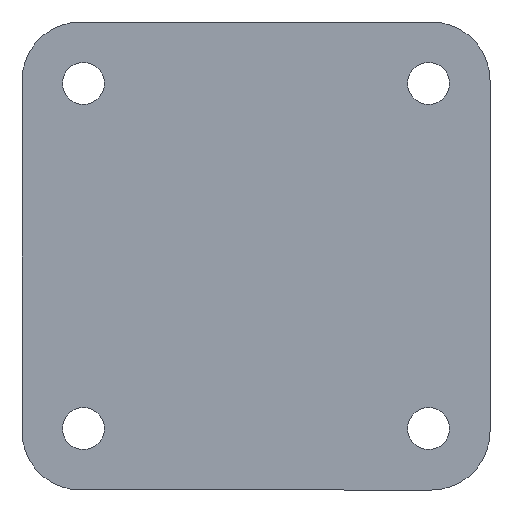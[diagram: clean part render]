
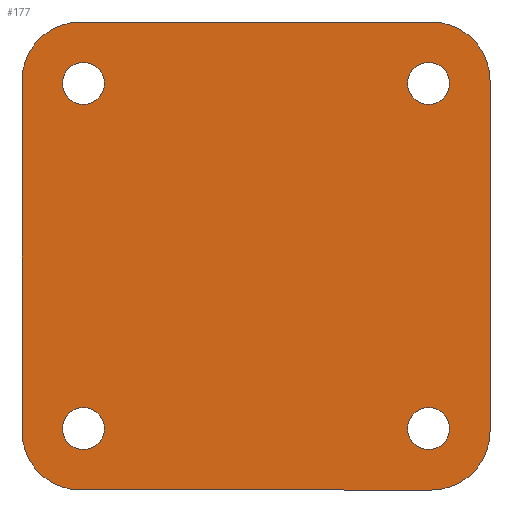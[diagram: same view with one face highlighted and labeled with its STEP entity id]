
A CAD part, front view. The second image highlights one B-rep face of the part: STEP entity #177.
In plain terms, the highlighted planar face has unit normal (0, -1, 0).
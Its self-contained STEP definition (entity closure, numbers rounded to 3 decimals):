
#9 = VERTEX_POINT ( 'NONE', #531 ) ;
#10 = CARTESIAN_POINT ( 'NONE',  ( -15., 0., 15. ) ) ;
#17 = AXIS2_PLACEMENT_3D ( 'NONE', #504, #309, #313 ) ;
#23 = DIRECTION ( 'NONE',  ( 0., 0., -1. ) ) ;
#25 = DIRECTION ( 'NONE',  ( 0., 0., -1. ) ) ;
#37 = CIRCLE ( 'NONE', #226, 1.8 ) ;
#38 = VERTEX_POINT ( 'NONE', #480 ) ;
#39 = VECTOR ( 'NONE', #252, 1000. ) ;
#40 = CARTESIAN_POINT ( 'NONE',  ( -14.75, 0., 14.75 ) ) ;
#46 = EDGE_CURVE ( 'NONE', #483, #369, #537, .T. ) ;
#47 = ORIENTED_EDGE ( 'NONE', *, *, #479, .T. ) ;
#48 = CIRCLE ( 'NONE', #204, 5. ) ;
#52 = CARTESIAN_POINT ( 'NONE',  ( 20., 0., 15. ) ) ;
#54 = EDGE_LOOP ( 'NONE', ( #180, #511 ) ) ;
#57 = EDGE_CURVE ( 'NONE', #38, #262, #245, .T. ) ;
#59 = FACE_BOUND ( 'NONE', #365, .T. ) ;
#69 = AXIS2_PLACEMENT_3D ( 'NONE', #144, #341, #441 ) ;
#72 = AXIS2_PLACEMENT_3D ( 'NONE', #512, #509, #25 ) ;
#74 = FACE_BOUND ( 'NONE', #54, .T. ) ;
#85 = CARTESIAN_POINT ( 'NONE',  ( 14.75, 0., 16.55 ) ) ;
#86 = EDGE_CURVE ( 'NONE', #92, #483, #300, .T. ) ;
#92 = VERTEX_POINT ( 'NONE', #456 ) ;
#93 = AXIS2_PLACEMENT_3D ( 'NONE', #250, #549, #160 ) ;
#101 = AXIS2_PLACEMENT_3D ( 'NONE', #10, #354, #153 ) ;
#105 = CARTESIAN_POINT ( 'NONE',  ( -14.75, 0., -16.55 ) ) ;
#108 = ORIENTED_EDGE ( 'NONE', *, *, #57, .F. ) ;
#113 = CARTESIAN_POINT ( 'NONE',  ( 15., 0., 20. ) ) ;
#116 = VERTEX_POINT ( 'NONE', #344 ) ;
#117 = CARTESIAN_POINT ( 'NONE',  ( 20., 0., -15. ) ) ;
#122 = VECTOR ( 'NONE', #452, 1000. ) ;
#137 = EDGE_LOOP ( 'NONE', ( #155, #462 ) ) ;
#142 = EDGE_CURVE ( 'NONE', #219, #334, #152, .T. ) ;
#144 = CARTESIAN_POINT ( 'NONE',  ( 15., 0., 15. ) ) ;
#149 = VECTOR ( 'NONE', #202, 1000. ) ;
#150 = EDGE_CURVE ( 'NONE', #38, #271, #497, .T. ) ;
#152 = CIRCLE ( 'NONE', #93, 1.8 ) ;
#153 = DIRECTION ( 'NONE',  ( 0., 0., 1. ) ) ;
#155 = ORIENTED_EDGE ( 'NONE', *, *, #453, .F. ) ;
#160 = DIRECTION ( 'NONE',  ( 0., 0., 1. ) ) ;
#161 = ORIENTED_EDGE ( 'NONE', *, *, #150, .T. ) ;
#162 = EDGE_CURVE ( 'NONE', #524, #116, #205, .T. ) ;
#169 = VERTEX_POINT ( 'NONE', #105 ) ;
#174 = AXIS2_PLACEMENT_3D ( 'NONE', #513, #317, #400 ) ;
#177 = ADVANCED_FACE ( 'NONE', ( #352, #545, #59, #608, #74 ), #555, .F. ) ;
#180 = ORIENTED_EDGE ( 'NONE', *, *, #523, .T. ) ;
#182 = CARTESIAN_POINT ( 'NONE',  ( 14.75, 0., -16.55 ) ) ;
#194 = ORIENTED_EDGE ( 'NONE', *, *, #326, .T. ) ;
#195 = CIRCLE ( 'NONE', #606, 1.8 ) ;
#202 = DIRECTION ( 'NONE',  ( 1., 0., 0. ) ) ;
#203 = DIRECTION ( 'NONE',  ( 0., 0., 1. ) ) ;
#204 = AXIS2_PLACEMENT_3D ( 'NONE', #605, #614, #361 ) ;
#205 = CIRCLE ( 'NONE', #447, 1.8 ) ;
#215 = ORIENTED_EDGE ( 'NONE', *, *, #610, .T. ) ;
#219 = VERTEX_POINT ( 'NONE', #85 ) ;
#226 = AXIS2_PLACEMENT_3D ( 'NONE', #482, #490, #203 ) ;
#231 = DIRECTION ( 'NONE',  ( 0., 0., 1. ) ) ;
#233 = DIRECTION ( 'NONE',  ( 0., 0., 1. ) ) ;
#242 = EDGE_CURVE ( 'NONE', #169, #464, #375, .T. ) ;
#245 = CIRCLE ( 'NONE', #595, 5. ) ;
#246 = CARTESIAN_POINT ( 'NONE',  ( 14.75, 0., -14.75 ) ) ;
#250 = CARTESIAN_POINT ( 'NONE',  ( 14.75, 0., 14.75 ) ) ;
#252 = DIRECTION ( 'NONE',  ( 0., 0., 1. ) ) ;
#261 = CARTESIAN_POINT ( 'NONE',  ( 0., 0., -20. ) ) ;
#262 = VERTEX_POINT ( 'NONE', #273 ) ;
#264 = CARTESIAN_POINT ( 'NONE',  ( -14.75, 0., -12.95 ) ) ;
#265 = CARTESIAN_POINT ( 'NONE',  ( 0., 0., 20. ) ) ;
#267 = ORIENTED_EDGE ( 'NONE', *, *, #86, .F. ) ;
#271 = VERTEX_POINT ( 'NONE', #552 ) ;
#273 = CARTESIAN_POINT ( 'NONE',  ( -20., 0., -15. ) ) ;
#293 = ORIENTED_EDGE ( 'NONE', *, *, #46, .F. ) ;
#295 = DIRECTION ( 'NONE',  ( 0., 0., -1. ) ) ;
#297 = CARTESIAN_POINT ( 'NONE',  ( 14.75, 0., 12.95 ) ) ;
#298 = AXIS2_PLACEMENT_3D ( 'NONE', #246, #301, #295 ) ;
#300 = LINE ( 'NONE', #265, #149 ) ;
#301 = DIRECTION ( 'NONE',  ( 0., 1., 0. ) ) ;
#305 = LINE ( 'NONE', #351, #39 ) ;
#309 = DIRECTION ( 'NONE',  ( 0., -1., 0. ) ) ;
#312 = ORIENTED_EDGE ( 'NONE', *, *, #342, .T. ) ;
#313 = DIRECTION ( 'NONE',  ( 0., 0., 1. ) ) ;
#315 = EDGE_CURVE ( 'NONE', #262, #495, #305, .T. ) ;
#317 = DIRECTION ( 'NONE',  ( 0., -1., 0. ) ) ;
#326 = EDGE_CURVE ( 'NONE', #92, #495, #393, .T. ) ;
#334 = VERTEX_POINT ( 'NONE', #297 ) ;
#337 = EDGE_CURVE ( 'NONE', #583, #9, #374, .T. ) ;
#341 = DIRECTION ( 'NONE',  ( 0., 1., 0. ) ) ;
#342 = EDGE_CURVE ( 'NONE', #116, #524, #37, .T. ) ;
#344 = CARTESIAN_POINT ( 'NONE',  ( -14.75, 0., 12.95 ) ) ;
#351 = CARTESIAN_POINT ( 'NONE',  ( -20., 0., 20. ) ) ;
#352 = FACE_OUTER_BOUND ( 'NONE', #371, .T. ) ;
#354 = DIRECTION ( 'NONE',  ( 0., -1., 0. ) ) ;
#359 = DIRECTION ( 'NONE',  ( 0., 1., 0. ) ) ;
#361 = DIRECTION ( 'NONE',  ( 0., 0., -1. ) ) ;
#364 = CARTESIAN_POINT ( 'NONE',  ( 14.75, 0., -14.75 ) ) ;
#365 = EDGE_LOOP ( 'NONE', ( #491, #378 ) ) ;
#369 = VERTEX_POINT ( 'NONE', #52 ) ;
#371 = EDGE_LOOP ( 'NONE', ( #267, #194, #410, #108, #161, #47, #215, #293 ) ) ;
#372 = CARTESIAN_POINT ( 'NONE',  ( 20., 0., 20. ) ) ;
#374 = CIRCLE ( 'NONE', #298, 1.8 ) ;
#375 = CIRCLE ( 'NONE', #72, 1.8 ) ;
#378 = ORIENTED_EDGE ( 'NONE', *, *, #142, .F. ) ;
#393 = CIRCLE ( 'NONE', #101, 5. ) ;
#400 = DIRECTION ( 'NONE',  ( 0., 0., -1. ) ) ;
#401 = CARTESIAN_POINT ( 'NONE',  ( -15., 0., -15. ) ) ;
#410 = ORIENTED_EDGE ( 'NONE', *, *, #315, .F. ) ;
#411 = CARTESIAN_POINT ( 'NONE',  ( -14.75, 0., 16.55 ) ) ;
#437 = VECTOR ( 'NONE', #233, 1000. ) ;
#441 = DIRECTION ( 'NONE',  ( 0., 0., 1. ) ) ;
#447 = AXIS2_PLACEMENT_3D ( 'NONE', #40, #633, #528 ) ;
#452 = DIRECTION ( 'NONE',  ( 1., 0., 0. ) ) ;
#453 = EDGE_CURVE ( 'NONE', #464, #169, #548, .T. ) ;
#456 = CARTESIAN_POINT ( 'NONE',  ( -15., 0., 20. ) ) ;
#462 = ORIENTED_EDGE ( 'NONE', *, *, #242, .F. ) ;
#463 = DIRECTION ( 'NONE',  ( 0., 1., 0. ) ) ;
#464 = VERTEX_POINT ( 'NONE', #264 ) ;
#479 = EDGE_CURVE ( 'NONE', #271, #514, #48, .T. ) ;
#480 = CARTESIAN_POINT ( 'NONE',  ( -15., 0., -20. ) ) ;
#482 = CARTESIAN_POINT ( 'NONE',  ( -14.75, 0., 14.75 ) ) ;
#483 = VERTEX_POINT ( 'NONE', #113 ) ;
#486 = EDGE_CURVE ( 'NONE', #334, #219, #618, .T. ) ;
#490 = DIRECTION ( 'NONE',  ( 0., 1., 0. ) ) ;
#491 = ORIENTED_EDGE ( 'NONE', *, *, #486, .F. ) ;
#495 = VERTEX_POINT ( 'NONE', #499 ) ;
#497 = LINE ( 'NONE', #261, #122 ) ;
#499 = CARTESIAN_POINT ( 'NONE',  ( -20., 0., 15. ) ) ;
#500 = DIRECTION ( 'NONE',  ( 0., 0., -1. ) ) ;
#504 = CARTESIAN_POINT ( 'NONE',  ( 14.75, 0., 14.75 ) ) ;
#509 = DIRECTION ( 'NONE',  ( 0., -1., 0. ) ) ;
#511 = ORIENTED_EDGE ( 'NONE', *, *, #337, .T. ) ;
#512 = CARTESIAN_POINT ( 'NONE',  ( -14.75, 0., -14.75 ) ) ;
#513 = CARTESIAN_POINT ( 'NONE',  ( -14.75, 0., -14.75 ) ) ;
#514 = VERTEX_POINT ( 'NONE', #117 ) ;
#521 = LINE ( 'NONE', #372, #437 ) ;
#523 = EDGE_CURVE ( 'NONE', #9, #583, #195, .T. ) ;
#524 = VERTEX_POINT ( 'NONE', #411 ) ;
#528 = DIRECTION ( 'NONE',  ( 0., 0., 1. ) ) ;
#531 = CARTESIAN_POINT ( 'NONE',  ( 14.75, 0., -12.95 ) ) ;
#537 = CIRCLE ( 'NONE', #69, 5. ) ;
#545 = FACE_BOUND ( 'NONE', #615, .T. ) ;
#548 = CIRCLE ( 'NONE', #174, 1.8 ) ;
#549 = DIRECTION ( 'NONE',  ( 0., -1., 0. ) ) ;
#552 = CARTESIAN_POINT ( 'NONE',  ( 15., 0., -20. ) ) ;
#555 = PLANE ( 'NONE',  #563 ) ;
#563 = AXIS2_PLACEMENT_3D ( 'NONE', #634, #575, #231 ) ;
#575 = DIRECTION ( 'NONE',  ( 0., 1., 0. ) ) ;
#583 = VERTEX_POINT ( 'NONE', #182 ) ;
#595 = AXIS2_PLACEMENT_3D ( 'NONE', #401, #359, #500 ) ;
#605 = CARTESIAN_POINT ( 'NONE',  ( 15., 0., -15. ) ) ;
#606 = AXIS2_PLACEMENT_3D ( 'NONE', #364, #463, #23 ) ;
#608 = FACE_BOUND ( 'NONE', #137, .T. ) ;
#609 = ORIENTED_EDGE ( 'NONE', *, *, #162, .T. ) ;
#610 = EDGE_CURVE ( 'NONE', #514, #369, #521, .T. ) ;
#614 = DIRECTION ( 'NONE',  ( 0., -1., 0. ) ) ;
#615 = EDGE_LOOP ( 'NONE', ( #312, #609 ) ) ;
#618 = CIRCLE ( 'NONE', #17, 1.8 ) ;
#633 = DIRECTION ( 'NONE',  ( 0., 1., 0. ) ) ;
#634 = CARTESIAN_POINT ( 'NONE',  ( 0., 0., 0. ) ) ;
